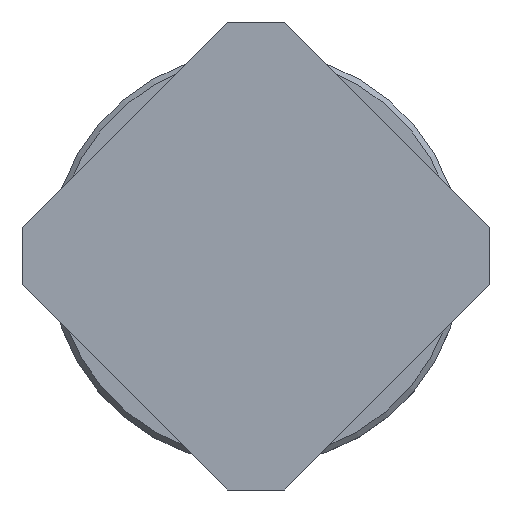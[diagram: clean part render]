
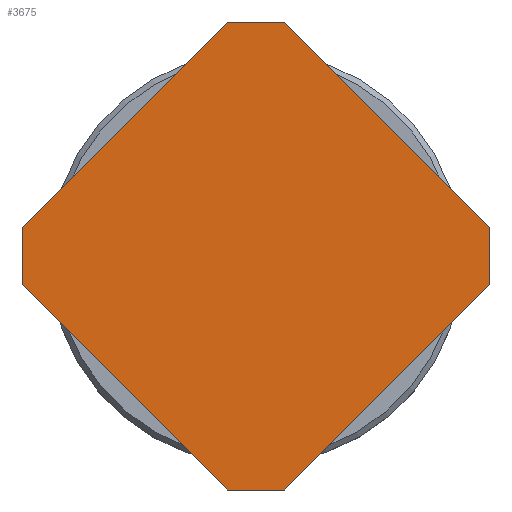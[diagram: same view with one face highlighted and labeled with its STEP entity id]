
A CAD part, top view. The second image highlights one B-rep face of the part: STEP entity #3675.
In plain terms, the highlighted planar face has unit normal (0, 0, 1).
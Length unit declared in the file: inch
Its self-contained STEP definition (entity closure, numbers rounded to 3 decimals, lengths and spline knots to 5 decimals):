
#140 = EDGE_CURVE ( 'NONE', #872, #709, #2051, .T. ) ;
#181 = CARTESIAN_POINT ( 'NONE',  ( -1.29914, 0.26197, 1.91265 ) ) ;
#206 = ORIENTED_EDGE ( 'NONE', *, *, #1326, .F. ) ;
#238 = VERTEX_POINT ( 'NONE', #530 ) ;
#265 = LINE ( 'NONE', #4155, #329 ) ;
#284 = VERTEX_POINT ( 'NONE', #4160 ) ;
#287 = CARTESIAN_POINT ( 'NONE',  ( -1.77635, -0.16291, 1.91265 ) ) ;
#304 = DIRECTION ( 'NONE',  ( 0., 0., 1. ) ) ;
#329 = VECTOR ( 'NONE', #2534, 39.37008 ) ;
#367 = ORIENTED_EDGE ( 'NONE', *, *, #1136, .F. ) ;
#417 = AXIS2_PLACEMENT_3D ( 'NONE', #3577, #304, #2935 ) ;
#475 = CARTESIAN_POINT ( 'NONE',  ( -1.96719, 0.496, 1.91265 ) ) ;
#511 = DIRECTION ( 'NONE',  ( 0., 1., 0. ) ) ;
#530 = CARTESIAN_POINT ( 'NONE',  ( -1.67145, -0.16291, 1.91265 ) ) ;
#616 = FACE_OUTER_BOUND ( 'NONE', #1606, .T. ) ;
#632 = LINE ( 'NONE', #1279, #1346 ) ;
#665 = DIRECTION ( 'NONE',  ( 1., 0., 0. ) ) ;
#709 = VERTEX_POINT ( 'NONE', #4239 ) ;
#783 = LINE ( 'NONE', #475, #1332 ) ;
#795 = VERTEX_POINT ( 'NONE', #1736 ) ;
#849 = DIRECTION ( 'NONE',  ( -1., 0., 0. ) ) ;
#872 = VERTEX_POINT ( 'NONE', #3501 ) ;
#920 = CARTESIAN_POINT ( 'NONE',  ( -1.7239, 0.68684, 1.91265 ) ) ;
#999 = VERTEX_POINT ( 'NONE', #4036 ) ;
#1121 = ORIENTED_EDGE ( 'NONE', *, *, #2113, .F. ) ;
#1136 = EDGE_CURVE ( 'NONE', #238, #1788, #3113, .T. ) ;
#1279 = CARTESIAN_POINT ( 'NONE',  ( -1.48061, 0.02793, 1.91265 ) ) ;
#1326 = EDGE_CURVE ( 'NONE', #795, #3905, #3849, .T. ) ;
#1332 = VECTOR ( 'NONE', #2066, 39.37008 ) ;
#1346 = VECTOR ( 'NONE', #2609, 39.37008 ) ;
#1606 = EDGE_LOOP ( 'NONE', ( #206, #3117, #2538, #4207, #367, #3955, #3737, #1121 ) ) ;
#1627 = EDGE_CURVE ( 'NONE', #709, #795, #783, .T. ) ;
#1736 = CARTESIAN_POINT ( 'NONE',  ( -1.77635, 0.68684, 1.91265 ) ) ;
#1739 = CARTESIAN_POINT ( 'NONE',  ( -1.96719, 0.02793, 1.91265 ) ) ;
#1788 = VERTEX_POINT ( 'NONE', #287 ) ;
#1925 = CARTESIAN_POINT ( 'NONE',  ( -1.67145, 0.68684, 1.91265 ) ) ;
#2051 = LINE ( 'NONE', #2763, #4074 ) ;
#2066 = DIRECTION ( 'NONE',  ( 0.707, 0.707, 0. ) ) ;
#2084 = EDGE_CURVE ( 'NONE', #284, #238, #632, .T. ) ;
#2113 = EDGE_CURVE ( 'NONE', #3905, #999, #265, .T. ) ;
#2294 = VECTOR ( 'NONE', #665, 39.37008 ) ;
#2534 = DIRECTION ( 'NONE',  ( 0.707, -0.707, 0. ) ) ;
#2538 = ORIENTED_EDGE ( 'NONE', *, *, #140, .F. ) ;
#2609 = DIRECTION ( 'NONE',  ( -0.707, -0.707, 0. ) ) ;
#2640 = VECTOR ( 'NONE', #849, 39.37008 ) ;
#2763 = CARTESIAN_POINT ( 'NONE',  ( -2.14866, 0.26197, 1.91265 ) ) ;
#2773 = DIRECTION ( 'NONE',  ( -0.707, 0.707, 0. ) ) ;
#2782 = EDGE_CURVE ( 'NONE', #999, #284, #3102, .T. ) ;
#2823 = CARTESIAN_POINT ( 'NONE',  ( -1.7239, -0.16291, 1.91265 ) ) ;
#2935 = DIRECTION ( 'NONE',  ( 1., 0., 0. ) ) ;
#3040 = EDGE_CURVE ( 'NONE', #1788, #872, #3733, .T. ) ;
#3102 = LINE ( 'NONE', #181, #4017 ) ;
#3113 = LINE ( 'NONE', #2823, #2640 ) ;
#3117 = ORIENTED_EDGE ( 'NONE', *, *, #1627, .F. ) ;
#3448 = DIRECTION ( 'NONE',  ( 0., -1., 0. ) ) ;
#3501 = CARTESIAN_POINT ( 'NONE',  ( -2.14866, 0.2094, 1.91265 ) ) ;
#3577 = CARTESIAN_POINT ( 'NONE',  ( -1.7239, 0.26197, 1.91265 ) ) ;
#3675 = ADVANCED_FACE ( 'NONE', ( #616 ), #3857, .T. ) ;
#3733 = LINE ( 'NONE', #1739, #4080 ) ;
#3737 = ORIENTED_EDGE ( 'NONE', *, *, #2782, .F. ) ;
#3849 = LINE ( 'NONE', #920, #2294 ) ;
#3857 = PLANE ( 'NONE',  #417 ) ;
#3905 = VERTEX_POINT ( 'NONE', #1925 ) ;
#3955 = ORIENTED_EDGE ( 'NONE', *, *, #2084, .F. ) ;
#4017 = VECTOR ( 'NONE', #3448, 39.37008 ) ;
#4036 = CARTESIAN_POINT ( 'NONE',  ( -1.29914, 0.31453, 1.91265 ) ) ;
#4074 = VECTOR ( 'NONE', #511, 39.37008 ) ;
#4080 = VECTOR ( 'NONE', #2773, 39.37008 ) ;
#4155 = CARTESIAN_POINT ( 'NONE',  ( -1.48061, 0.496, 1.91265 ) ) ;
#4160 = CARTESIAN_POINT ( 'NONE',  ( -1.29914, 0.2094, 1.91265 ) ) ;
#4207 = ORIENTED_EDGE ( 'NONE', *, *, #3040, .F. ) ;
#4239 = CARTESIAN_POINT ( 'NONE',  ( -2.14866, 0.31453, 1.91265 ) ) ;
